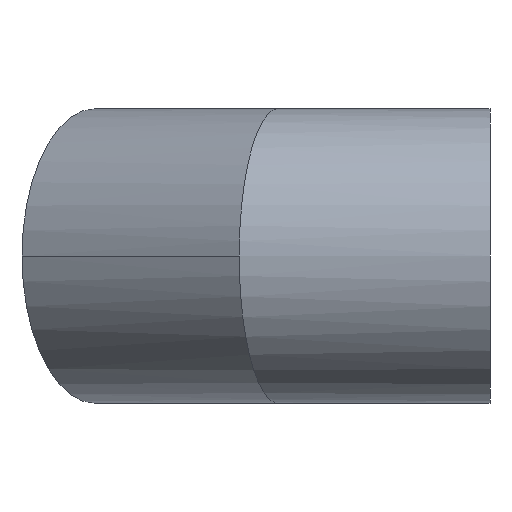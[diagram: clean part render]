
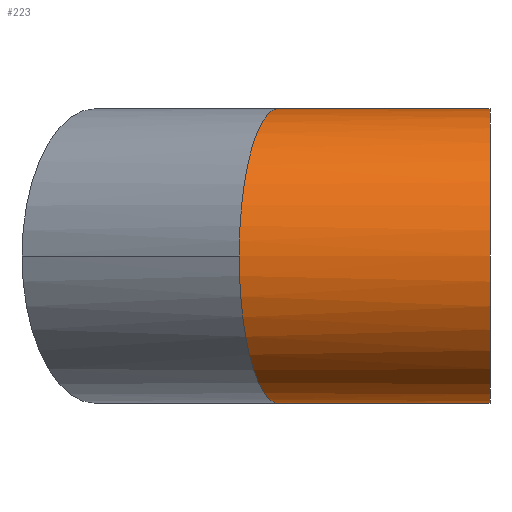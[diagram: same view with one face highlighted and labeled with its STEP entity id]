
A CAD part, left-side view. The second image highlights one B-rep face of the part: STEP entity #223.
In plain terms, the highlighted cylindrical face has radius 177.5 mm (diameter 355 mm), a partial arc.
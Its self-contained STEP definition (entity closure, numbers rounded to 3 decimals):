
#11 = DIRECTION ( 'NONE',  ( 0., 1., 0. ) ) ;
#12 = CARTESIAN_POINT ( 'NONE',  ( 0., 0., 0. ) ) ;
#33 = CARTESIAN_POINT ( 'NONE',  ( -103.977, 282.412, 177.5 ) ) ;
#34 = FACE_OUTER_BOUND ( 'NONE', #121, .T. ) ;
#43 = VERTEX_POINT ( 'NONE', #76 ) ;
#51 = EDGE_CURVE ( 'NONE', #364, #329, #200, .T. ) ;
#61 = ORIENTED_EDGE ( 'NONE', *, *, #142, .T. ) ;
#64 = CIRCLE ( 'NONE', #285, 177.5 ) ;
#65 = CARTESIAN_POINT ( 'NONE',  ( 0., 0., 177.5 ) ) ;
#68 = CARTESIAN_POINT ( 'NONE',  ( -177.5, 302.113, 0. ) ) ;
#72 = DIRECTION ( 'NONE',  ( 0., 0., 1. ) ) ;
#76 = CARTESIAN_POINT ( 'NONE',  ( 0., 254.552, 177.5 ) ) ;
#81 = VERTEX_POINT ( 'NONE', #107 ) ;
#92 = LINE ( 'NONE', #65, #190 ) ;
#107 = CARTESIAN_POINT ( 'NONE',  ( -177.5, 302.113, 0. ) ) ;
#114 = VERTEX_POINT ( 'NONE', #386 ) ;
#121 = EDGE_LOOP ( 'NONE', ( #151, #297, #352, #61, #325 ) ) ;
#123 = DIRECTION ( 'NONE',  ( 0., 1., 0. ) ) ;
#129 = AXIS2_PLACEMENT_3D ( 'NONE', #163, #11, #192 ) ;
#142 = EDGE_CURVE ( 'NONE', #43, #81, #317, .T. ) ;
#151 = ORIENTED_EDGE ( 'NONE', *, *, #51, .F. ) ;
#157 = CYLINDRICAL_SURFACE ( 'NONE', #129, 177.5 ) ;
#163 = CARTESIAN_POINT ( 'NONE',  ( 0., 0., 0. ) ) ;
#190 = VECTOR ( 'NONE', #123, 1000. ) ;
#191 = CARTESIAN_POINT ( 'NONE',  ( -177.5, 302.113, -103.977 ) ) ;
#192 = DIRECTION ( 'NONE',  ( 0., 0., 1. ) ) ;
#197 = CARTESIAN_POINT ( 'NONE',  ( -103.977, 282.412, -177.5 ) ) ;
#200 = LINE ( 'NONE', #299, #251 ) ;
#208 = DIRECTION ( 'NONE',  ( 0., 1., 0. ) ) ;
#223 = ADVANCED_FACE ( 'NONE', ( #34 ), #157, .T. ) ;
#227 = CARTESIAN_POINT ( 'NONE',  ( 0., 254.552, -177.5 ) ) ;
#250 = CARTESIAN_POINT ( 'NONE',  ( 0., 254.552, 177.5 ) ) ;
#251 = VECTOR ( 'NONE', #208, 1000. ) ;
#259 = EDGE_CURVE ( 'NONE', #364, #114, #64, .T. ) ;
#266 = EDGE_CURVE ( 'NONE', #81, #329, #278, .T. ) ;
#278 =( BOUNDED_CURVE ( )  B_SPLINE_CURVE ( 3, ( #68, #191, #197, #227 ),
 .UNSPECIFIED., .F., .T. ) 
 B_SPLINE_CURVE_WITH_KNOTS ( ( 4, 4 ),
 ( 0., 1.571 ),
 .UNSPECIFIED. ) 
 CURVE ( )  GEOMETRIC_REPRESENTATION_ITEM ( )  RATIONAL_B_SPLINE_CURVE ( ( 1., 0.805, 0.805, 1. ) ) 
 REPRESENTATION_ITEM ( '' )  );
#285 = AXIS2_PLACEMENT_3D ( 'NONE', #12, #291, #72 ) ;
#291 = DIRECTION ( 'NONE',  ( 0., 1., 0. ) ) ;
#297 = ORIENTED_EDGE ( 'NONE', *, *, #259, .T. ) ;
#298 = EDGE_CURVE ( 'NONE', #114, #43, #92, .T. ) ;
#299 = CARTESIAN_POINT ( 'NONE',  ( 0., 0., -177.5 ) ) ;
#309 = CARTESIAN_POINT ( 'NONE',  ( 0., 0., -177.5 ) ) ;
#317 =( BOUNDED_CURVE ( )  B_SPLINE_CURVE ( 3, ( #250, #33, #343, #373 ),
 .UNSPECIFIED., .F., .F. ) 
 B_SPLINE_CURVE_WITH_KNOTS ( ( 4, 4 ),
 ( 4.712, 6.283 ),
 .UNSPECIFIED. ) 
 CURVE ( )  GEOMETRIC_REPRESENTATION_ITEM ( )  RATIONAL_B_SPLINE_CURVE ( ( 1., 0.805, 0.805, 1. ) ) 
 REPRESENTATION_ITEM ( '' )  );
#325 = ORIENTED_EDGE ( 'NONE', *, *, #266, .T. ) ;
#329 = VERTEX_POINT ( 'NONE', #372 ) ;
#343 = CARTESIAN_POINT ( 'NONE',  ( -177.5, 302.113, 103.977 ) ) ;
#352 = ORIENTED_EDGE ( 'NONE', *, *, #298, .T. ) ;
#364 = VERTEX_POINT ( 'NONE', #309 ) ;
#372 = CARTESIAN_POINT ( 'NONE',  ( 0., 254.552, -177.5 ) ) ;
#373 = CARTESIAN_POINT ( 'NONE',  ( -177.5, 302.113, 0. ) ) ;
#386 = CARTESIAN_POINT ( 'NONE',  ( 0., 0., 177.5 ) ) ;
